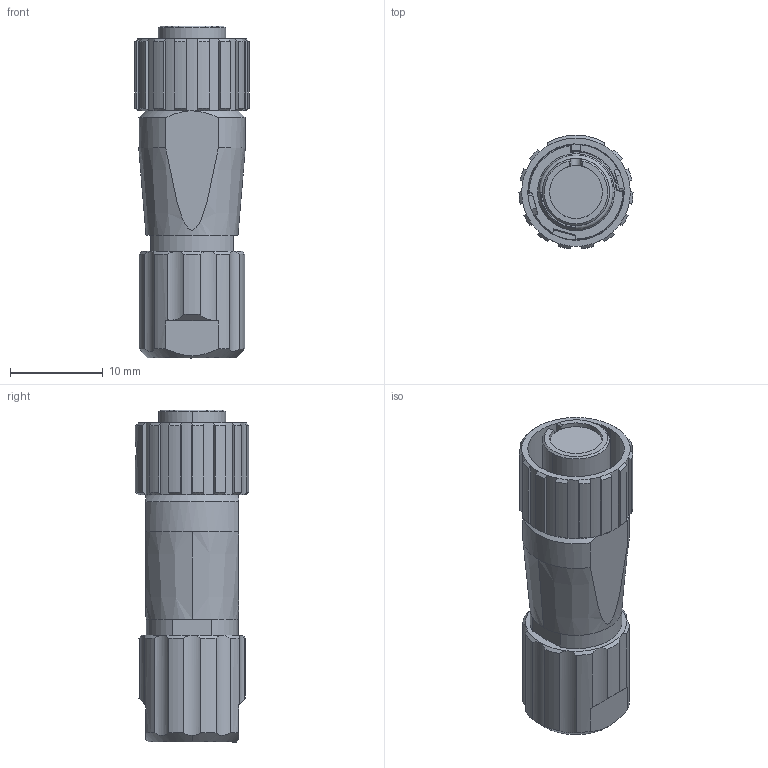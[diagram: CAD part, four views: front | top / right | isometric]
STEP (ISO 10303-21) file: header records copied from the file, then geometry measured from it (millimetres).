
FILE_DESCRIPTION(('Creo Elements/Direct Modeling STEP Export'),'2;1');
FILE_NAME('LF07WBP-6S.stp','2016-01-05T14:21:44',(''),(''),'Creo Elements/Direct Modeling STEP processor for AP214 (Solid Model)','Creo Elements/Direct Modeling 18.1E 22-Nov-2013 (C) Parametric Technology GmbH','');
FILE_SCHEMA(('AUTOMOTIVE_DESIGN { 1 0 10303 214 1 1 1 1 }'));
Length unit declared in the file: millimetre
Products named in the file (1): LF07WBP-6S
Bounding box: 12.3 x 12.27 x 35.8 mm (x, y, z)
Volume: 3136.9 mm3; surface area: 2020.9 mm2
Topology: 1 solids, 1 shells, 239 faces, 608 edges, 382 vertices
Faces by surface type: plane 95, cylinder 80, cone 54, torus 10
Entity records: 8120 total; most frequent: CARTESIAN_POINT 2468, ORIENTED_EDGE 1216, DIRECTION 1127, EDGE_CURVE 608, AXIS2_PLACEMENT_3D 443, VERTEX_POINT 382, EDGE_LOOP 250, VECTOR 241
